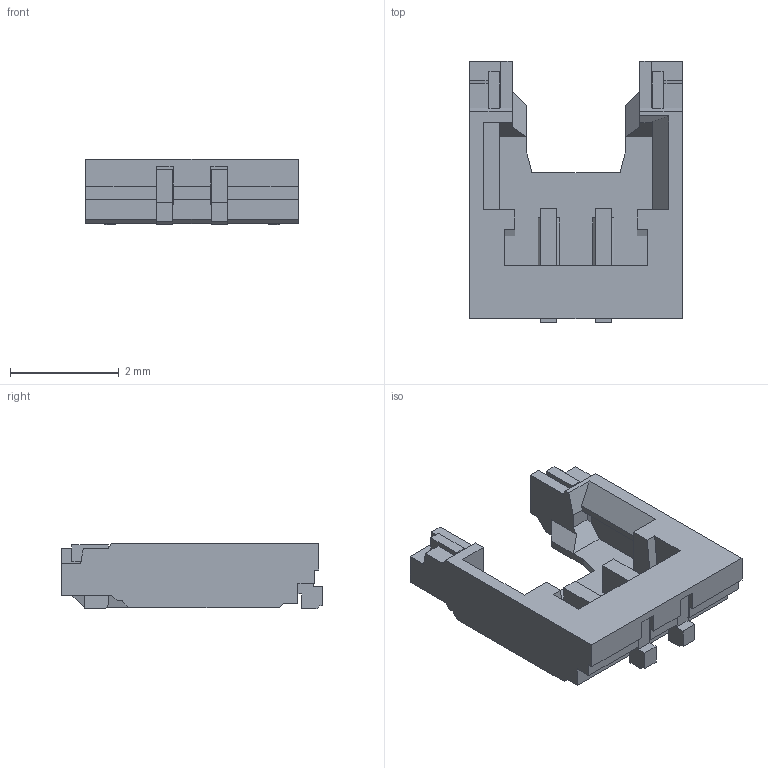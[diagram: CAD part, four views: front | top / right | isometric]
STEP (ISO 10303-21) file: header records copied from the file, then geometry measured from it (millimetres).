
FILE_DESCRIPTION((''),'2;1');
FILE_NAME('2121340002','2021-02-18T',('gga'),(''),'PRO/ENGINEER BY PARAMETRIC TECHNOLOGY CORPORATION, 2016010','PRO/ENGINEER BY PARAMETRIC TECHNOLOGY CORPORATION, 2016010','');
FILE_SCHEMA(('CONFIG_CONTROL_DESIGN'));
Length unit declared in the file: millimetre
Products named in the file (1): 2121340002
Bounding box: 3.9 x 4.79 x 1.2 mm (x, y, z)
Volume: 9.7 mm3; surface area: 69 mm2
Topology: 1 solids, 1 shells, 170 faces, 522 edges, 350 vertices
Faces by surface type: plane 164, cylinder 6
Entity records: 5748 total; most frequent: CARTESIAN_POINT 1036, ORIENTED_EDGE 1012, DIRECTION 872, VECTOR 510, LINE 510, EDGE_CURVE 506, VERTEX_POINT 334, AXIS2_PLACEMENT_3D 181
